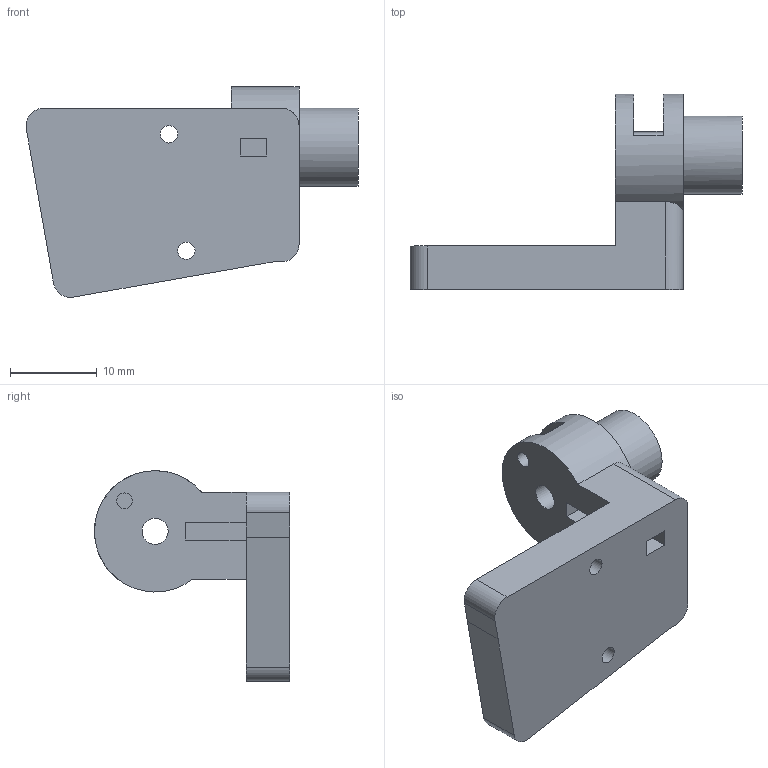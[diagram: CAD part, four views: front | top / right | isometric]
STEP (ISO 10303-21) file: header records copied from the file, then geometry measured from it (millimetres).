
FILE_DESCRIPTION(/* description */ (''),/* implementation_level */ '2;1');
FILE_NAME(/* name */ 'Joint.step',/* time_stamp */ '2019-01-12T21:23:43+01:00',/* author */ (''),/* organization */ (''),/* preprocessor_version */ 'ST-DEVELOPER v17.2',/* originating_system */ 'Autodesk Translation Framework v7.6.0.251',/* authorisation */ '');
FILE_SCHEMA (('AUTOMOTIVE_DESIGN { 1 0 10303 214 3 1 1 }'));
Length unit declared in the file: millimetre
Products named in the file (1): Thumb_Mount
Bounding box: 38.29 x 22.5 x 24.3 mm (x, y, z)
Volume: 4464.9 mm3; surface area: 2924.9 mm2
Topology: 1 solids, 1 shells, 39 faces, 107 edges, 72 vertices
Faces by surface type: plane 23, cylinder 16
Full cylindrical faces by diameter (mm): 1.8 x2, 2 x2, 3 x1, 4 x2, 9 x1
Entity records: 1329 total; most frequent: CARTESIAN_POINT 228, DIRECTION 227, ORIENTED_EDGE 214, EDGE_CURVE 107, AXIS2_PLACEMENT_3D 81, VERTEX_POINT 72, LINE 65, VECTOR 65
